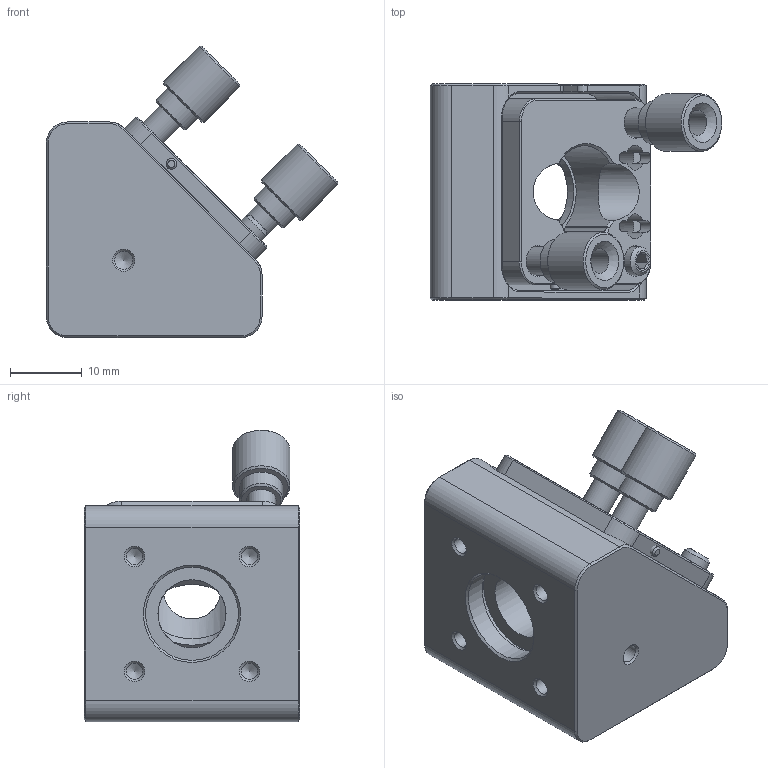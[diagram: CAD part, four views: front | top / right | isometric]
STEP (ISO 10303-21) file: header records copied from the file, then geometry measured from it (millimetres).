
FILE_DESCRIPTION (( 'STEP AP203' ), '1' );
FILE_NAME ('530169.STEP', '2025-05-07T05:40:29', ( 'Windows User' ), ( 'P R C' ), 'SwSTEP 2.0', 'SolidWorks 2020', '' );
FILE_SCHEMA (( 'CONFIG_CONTROL_DESIGN' ));
Length unit declared in the file: millimetre
Products named in the file (1): 530169
Bounding box: 40.62 x 30.07 x 40.62 mm (x, y, z)
Volume: 16650.9 mm3; surface area: 11223.3 mm2
Topology: 16 solids, 16 shells, 367 faces, 871 edges, 545 vertices
Faces by surface type: plane 159, cone 108, cylinder 90, bspline 10
Full cylindrical faces by diameter (mm): 1.5 x3, 2 x1, 2.261 x8, 2.5 x2, 2.9 x4, 2.99 x3, 3 x2, 3.3 x1, 3.5 x6, 3.75 x5, 4 x3, 4.6 x1, 6 x2, 8 x2, 9.5 x2, 11.94 x1, 12.95 x2, 13.95 x2, 16.5 x1, 18 x1
Entity records: 11754 total; most frequent: CARTESIAN_POINT 4110, DIRECTION 1614, ORIENTED_EDGE 1344, EDGE_CURVE 672, AXIS2_PLACEMENT_3D 646, EDGE_LOOP 534, VERTEX_POINT 478, FACE_OUTER_BOUND 419
